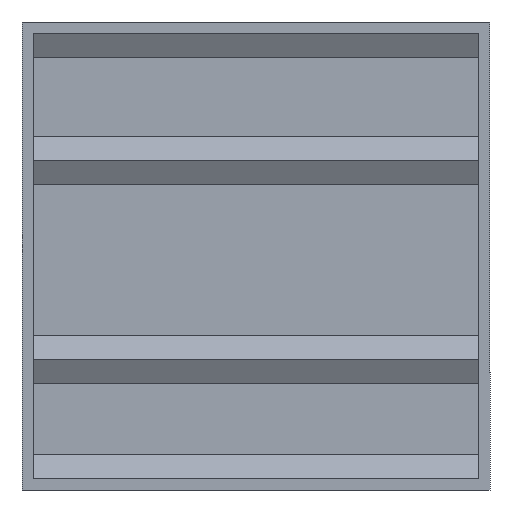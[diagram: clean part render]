
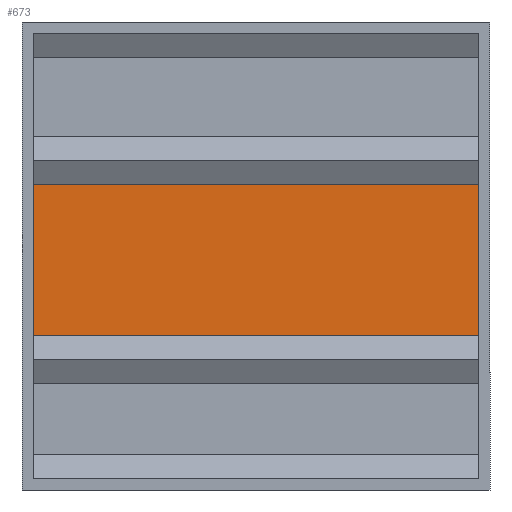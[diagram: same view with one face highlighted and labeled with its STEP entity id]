
A CAD part, front view. The second image highlights one B-rep face of the part: STEP entity #673.
In plain terms, the highlighted planar face has unit normal (0, -1, 0).
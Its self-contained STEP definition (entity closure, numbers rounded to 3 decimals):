
#18 = EDGE_CURVE ( 'NONE', #261, #1130, #364, .T. ) ;
#223 = ORIENTED_EDGE ( 'NONE', *, *, #1565, .F. ) ;
#240 = LINE ( 'NONE', #1890, #1614 ) ;
#261 = VERTEX_POINT ( 'NONE', #1110 ) ;
#314 = ORIENTED_EDGE ( 'NONE', *, *, #18, .F. ) ;
#343 = ORIENTED_EDGE ( 'NONE', *, *, #1774, .T. ) ;
#364 = LINE ( 'NONE', #690, #797 ) ;
#368 = ORIENTED_EDGE ( 'NONE', *, *, #1462, .F. ) ;
#420 = CARTESIAN_POINT ( 'NONE',  ( -39.059, 17.5, -147.344 ) ) ;
#435 = VERTEX_POINT ( 'NONE', #420 ) ;
#496 = FACE_OUTER_BOUND ( 'NONE', #1272, .T. ) ;
#536 = VECTOR ( 'NONE', #546, 1000. ) ;
#546 = DIRECTION ( 'NONE',  ( 0., 0., 1. ) ) ;
#656 = DIRECTION ( 'NONE',  ( 0., 0., -1. ) ) ;
#673 = ADVANCED_FACE ( 'NONE', ( #496 ), #868, .T. ) ;
#690 = CARTESIAN_POINT ( 'NONE',  ( 526.941, 17.5, -86.722 ) ) ;
#727 = DIRECTION ( 'NONE',  ( 0., 0., -1. ) ) ;
#736 = DIRECTION ( 'NONE',  ( 0., -1., 0. ) ) ;
#743 = CARTESIAN_POINT ( 'NONE',  ( 0., 17.5, 0. ) ) ;
#765 = LINE ( 'NONE', #1896, #1631 ) ;
#797 = VECTOR ( 'NONE', #656, 1000. ) ;
#868 = PLANE ( 'NONE',  #1231 ) ;
#878 = CARTESIAN_POINT ( 'NONE',  ( -39.059, 17.5, -86.722 ) ) ;
#1058 = VERTEX_POINT ( 'NONE', #2128 ) ;
#1110 = CARTESIAN_POINT ( 'NONE',  ( 526.941, 17.5, -147.344 ) ) ;
#1130 = VERTEX_POINT ( 'NONE', #1789 ) ;
#1231 = AXIS2_PLACEMENT_3D ( 'NONE', #743, #736, #727 ) ;
#1272 = EDGE_LOOP ( 'NONE', ( #223, #314, #343, #368 ) ) ;
#1462 = EDGE_CURVE ( 'NONE', #1058, #435, #1476, .T. ) ;
#1476 = LINE ( 'NONE', #878, #536 ) ;
#1565 = EDGE_CURVE ( 'NONE', #1130, #1058, #240, .T. ) ;
#1614 = VECTOR ( 'NONE', #1664, 1000. ) ;
#1623 = DIRECTION ( 'NONE',  ( -1., 0., 0. ) ) ;
#1631 = VECTOR ( 'NONE', #1623, 1000. ) ;
#1664 = DIRECTION ( 'NONE',  ( -1., 0., 0. ) ) ;
#1774 = EDGE_CURVE ( 'NONE', #261, #435, #765, .T. ) ;
#1789 = CARTESIAN_POINT ( 'NONE',  ( 526.941, 17.5, -339.722 ) ) ;
#1890 = CARTESIAN_POINT ( 'NONE',  ( 500000., 17.5, -339.722 ) ) ;
#1896 = CARTESIAN_POINT ( 'NONE',  ( 500000., 17.5, -147.344 ) ) ;
#2128 = CARTESIAN_POINT ( 'NONE',  ( -39.059, 17.5, -339.722 ) ) ;
